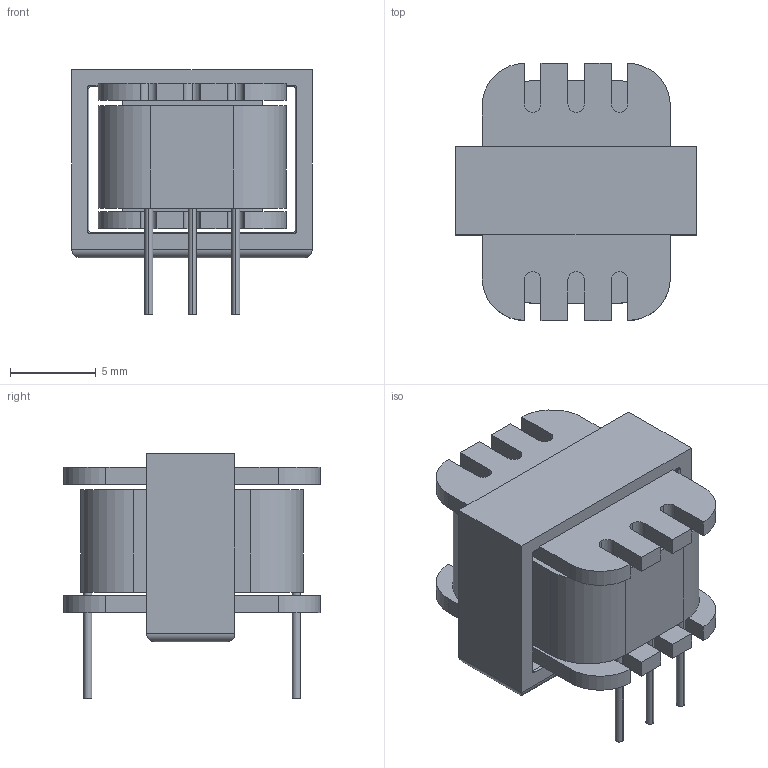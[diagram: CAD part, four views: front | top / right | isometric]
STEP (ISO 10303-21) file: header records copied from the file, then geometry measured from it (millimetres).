
FILE_DESCRIPTION(('FreeCAD Model'),'2;1');
FILE_NAME('Fusion.step', '2017-05-10T10:53:48',('kicad StepUp'),('ksu MCAD'), 'Open CASCADE STEP processor 6.8','FreeCAD','Unknown');
FILE_SCHEMA(('AUTOMOTIVE_DESIGN_CC2 { 1 2 10303 214 -1 1 5 4 }'));
Length unit declared in the file: millimetre
Products named in the file (2): ASSEMBLY; Fusion
Assembly tree (1 placements, depth 2):
  ASSEMBLY
    Fusion
Bounding box: 14.04 x 15.01 x 14.3 mm (x, y, z)
Volume: 1378.6 mm3; surface area: 1610.3 mm2
Topology: 1 solids, 1 shells, 144 faces, 376 edges, 244 vertices
Faces by surface type: plane 72, cylinder 64, bspline 8
Entity records: 5555 total; most frequent: CARTESIAN_POINT 922, DIRECTION 760, ORIENTED_EDGE 752, EDGE_CURVE 376, AXIS2_PLACEMENT_3D 258, VERTEX_POINT 244, LINE 244, VECTOR 244
